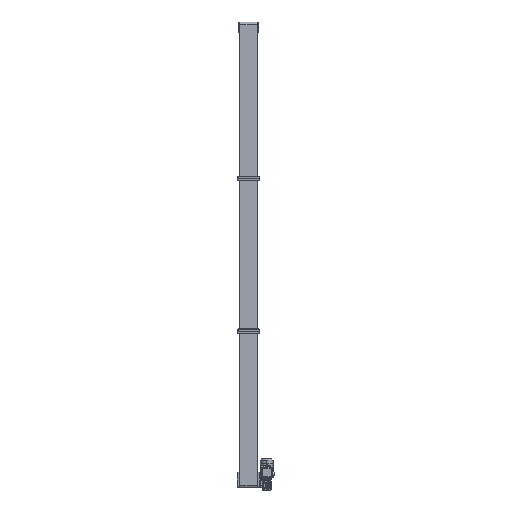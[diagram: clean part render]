
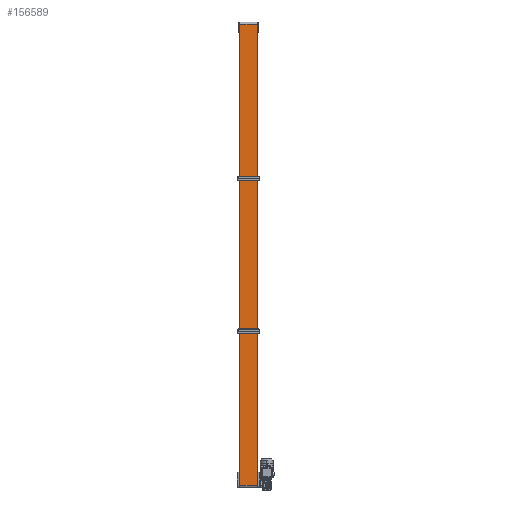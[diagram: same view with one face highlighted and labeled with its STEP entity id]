
A CAD part, front view. The second image highlights one B-rep face of the part: STEP entity #156589.
In plain terms, the highlighted planar face has unit normal (0, -1, 0).
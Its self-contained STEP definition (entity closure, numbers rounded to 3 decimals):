
#334 = LINE ( 'NONE', #185212, #38601 ) ;
#10743 = DIRECTION ( 'NONE',  ( -1., 0., 0. ) ) ;
#12359 = VERTEX_POINT ( 'NONE', #86804 ) ;
#13723 = EDGE_CURVE ( 'NONE', #50985, #12359, #146876, .T. ) ;
#14550 = VERTEX_POINT ( 'NONE', #50127 ) ;
#16164 = DIRECTION ( 'NONE',  ( -1., 0., 0. ) ) ;
#30919 = CARTESIAN_POINT ( 'NONE',  ( 157.5, -22.282, -114.891 ) ) ;
#36439 = DIRECTION ( 'NONE',  ( 0., 0., 1. ) ) ;
#38601 = VECTOR ( 'NONE', #16164, 1000. ) ;
#38985 = EDGE_CURVE ( 'NONE', #167448, #14550, #334, .T. ) ;
#40028 = ORIENTED_EDGE ( 'NONE', *, *, #38985, .F. ) ;
#41912 = CARTESIAN_POINT ( 'NONE',  ( 157.5, -22.282, -114.891 ) ) ;
#43547 = PLANE ( 'NONE',  #61222 ) ;
#47636 = ORIENTED_EDGE ( 'NONE', *, *, #52970, .F. ) ;
#50127 = CARTESIAN_POINT ( 'NONE',  ( 2.5, -22.282, -114.891 ) ) ;
#50985 = VERTEX_POINT ( 'NONE', #179596 ) ;
#52970 = EDGE_CURVE ( 'NONE', #50985, #167448, #178227, .T. ) ;
#61222 = AXIS2_PLACEMENT_3D ( 'NONE', #95289, #157788, #36439 ) ;
#86804 = CARTESIAN_POINT ( 'NONE',  ( 2.5, -22.282, 3886.891 ) ) ;
#86911 = VECTOR ( 'NONE', #148245, 1000. ) ;
#95289 = CARTESIAN_POINT ( 'NONE',  ( 157.5, -22.282, -114.891 ) ) ;
#101208 = ORIENTED_EDGE ( 'NONE', *, *, #168374, .T. ) ;
#109306 = VECTOR ( 'NONE', #170840, 1000. ) ;
#125224 = LINE ( 'NONE', #184807, #109306 ) ;
#146876 = LINE ( 'NONE', #178817, #175064 ) ;
#148245 = DIRECTION ( 'NONE',  ( 0., 0., -1. ) ) ;
#156589 = ADVANCED_FACE ( 'NONE', ( #179857 ), #43547, .F. ) ;
#156717 = ORIENTED_EDGE ( 'NONE', *, *, #13723, .T. ) ;
#157788 = DIRECTION ( 'NONE',  ( 0., 1., 0. ) ) ;
#167448 = VERTEX_POINT ( 'NONE', #30919 ) ;
#168374 = EDGE_CURVE ( 'NONE', #12359, #14550, #125224, .T. ) ;
#170840 = DIRECTION ( 'NONE',  ( 0., 0., -1. ) ) ;
#174718 = EDGE_LOOP ( 'NONE', ( #101208, #40028, #47636, #156717 ) ) ;
#175064 = VECTOR ( 'NONE', #10743, 1000. ) ;
#178227 = LINE ( 'NONE', #41912, #86911 ) ;
#178817 = CARTESIAN_POINT ( 'NONE',  ( 157.5, -22.282, 3886.891 ) ) ;
#179596 = CARTESIAN_POINT ( 'NONE',  ( 157.5, -22.282, 3886.891 ) ) ;
#179857 = FACE_OUTER_BOUND ( 'NONE', #174718, .T. ) ;
#184807 = CARTESIAN_POINT ( 'NONE',  ( 2.5, -22.282, -114.891 ) ) ;
#185212 = CARTESIAN_POINT ( 'NONE',  ( 157.5, -22.282, -114.891 ) ) ;
